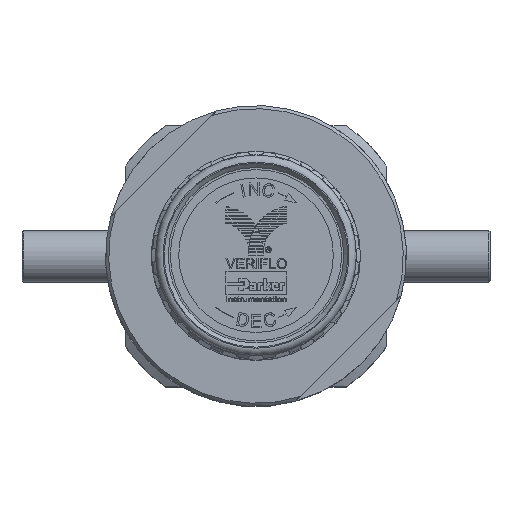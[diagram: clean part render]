
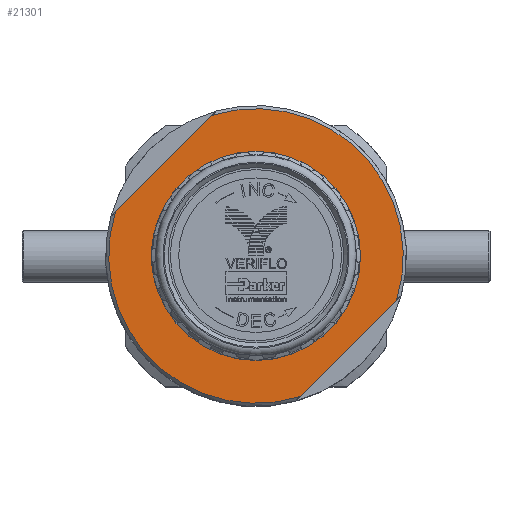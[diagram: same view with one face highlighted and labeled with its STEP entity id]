
A CAD part, top view. The second image highlights one B-rep face of the part: STEP entity #21301.
In plain terms, the highlighted planar face has unit normal (0, 0, 1).
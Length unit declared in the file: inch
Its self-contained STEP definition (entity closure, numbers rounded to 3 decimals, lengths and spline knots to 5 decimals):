
#2436=LINE('',#36466,#4703);
#2438=LINE('',#36478,#4705);
#4703=VECTOR('',#28584,0.3937);
#4705=VECTOR('',#28592,0.3937);
#5576=PLANE('',#22982);
#5916=FACE_BOUND('',#8312,.T.);
#7042=FACE_OUTER_BOUND('',#8311,.T.);
#8311=EDGE_LOOP('',(#19643,#19644,#19645,#19646));
#8312=EDGE_LOOP('',(#19647));
#8782=CIRCLE('',#22957,0.5);
#8786=CIRCLE('',#22972,0.705);
#8792=CIRCLE('',#22981,0.705);
#10749=VERTEX_POINT('',#36078);
#10760=VERTEX_POINT('',#36437);
#10761=VERTEX_POINT('',#36441);
#10770=VERTEX_POINT('',#36465);
#10771=VERTEX_POINT('',#36472);
#13706=EDGE_CURVE('',#10749,#10749,#8782,.T.);
#13717=EDGE_CURVE('',#10760,#10761,#8786,.T.);
#13728=EDGE_CURVE('',#10770,#10761,#2436,.T.);
#13731=EDGE_CURVE('',#10770,#10771,#8792,.T.);
#13733=EDGE_CURVE('',#10760,#10771,#2438,.T.);
#19643=ORIENTED_EDGE('',*,*,#13717,.F.);
#19644=ORIENTED_EDGE('',*,*,#13733,.T.);
#19645=ORIENTED_EDGE('',*,*,#13731,.F.);
#19646=ORIENTED_EDGE('',*,*,#13728,.T.);
#19647=ORIENTED_EDGE('',*,*,#13706,.T.);
#21301=ADVANCED_FACE('',(#7042,#5916),#5576,.T.);
#22957=AXIS2_PLACEMENT_3D('',#36079,#28534,#28535);
#22972=AXIS2_PLACEMENT_3D('',#36442,#28564,#28565);
#22981=AXIS2_PLACEMENT_3D('',#36473,#28588,#28589);
#22982=AXIS2_PLACEMENT_3D('',#36477,#28590,#28591);
#28534=DIRECTION('center_axis',(0.,0.,
-1.));
#28535=DIRECTION('ref_axis',(-1.,0.,0.));
#28564=DIRECTION('center_axis',(0.,0.,
-1.));
#28565=DIRECTION('ref_axis',(-0.707,0.707,0.));
#28584=DIRECTION('',(0.707,0.707,0.));
#28588=DIRECTION('center_axis',(0.,0.,
-1.));
#28589=DIRECTION('ref_axis',(-0.707,0.707,0.));
#28590=DIRECTION('center_axis',(0.,0.,
1.));
#28591=DIRECTION('ref_axis',(0.707,0.707,0.));
#28592=DIRECTION('',(-0.707,-0.707,0.));
#36078=CARTESIAN_POINT('',(0.5,0.,0.60902));
#36079=CARTESIAN_POINT('Origin',(0.,0.,
0.60902));
#36437=CARTESIAN_POINT('',(-0.21129,0.67259,0.60902));
#36441=CARTESIAN_POINT('',(0.67259,-0.21129,0.60902));
#36442=CARTESIAN_POINT('Origin',(0.,0.,
0.60902));
#36465=CARTESIAN_POINT('',(0.21129,-0.67259,0.60902));
#36466=CARTESIAN_POINT('',(0.59579,-0.28809,0.60902));
#36472=CARTESIAN_POINT('',(-0.67259,0.21129,0.60902));
#36473=CARTESIAN_POINT('Origin',(0.,0.,
0.60902));
#36477=CARTESIAN_POINT('Origin',(0.,0.,
0.60902));
#36478=CARTESIAN_POINT('',(-0.60799,0.2759,0.60902));
